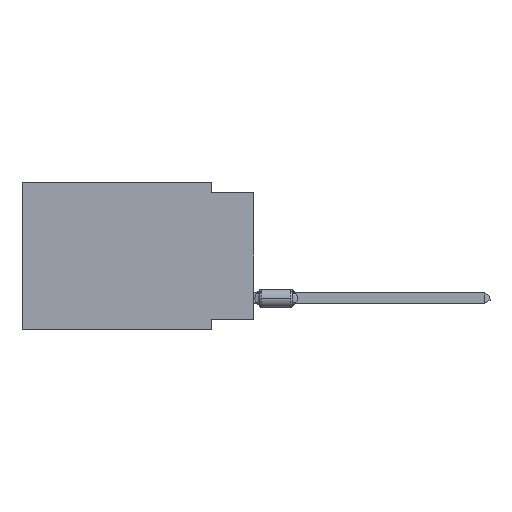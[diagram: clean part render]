
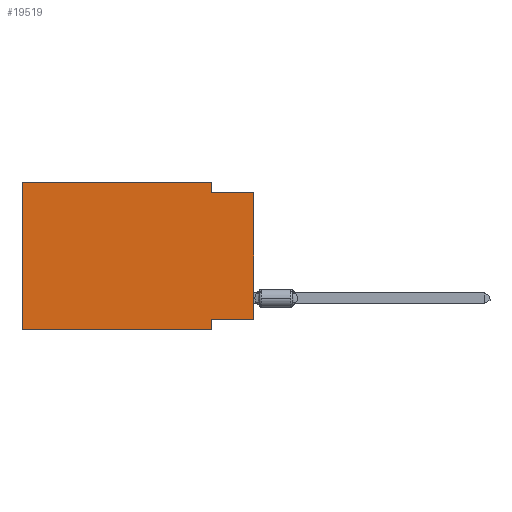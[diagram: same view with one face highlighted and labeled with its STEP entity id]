
A CAD part, left-side view. The second image highlights one B-rep face of the part: STEP entity #19519.
In plain terms, the highlighted planar face has unit normal (-1, 0, 0).
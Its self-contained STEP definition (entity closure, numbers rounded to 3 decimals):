
#109 = CARTESIAN_POINT ( 'NONE',  ( 0., 13.97, 0. ) ) ;
#136 = EDGE_CURVE ( 'NONE', #20073, #4649, #5350, .T. ) ;
#1114 = CARTESIAN_POINT ( 'NONE',  ( 0., 0., -0.635 ) ) ;
#1274 = EDGE_CURVE ( 'NONE', #12038, #14444, #9007, .T. ) ;
#1860 = CARTESIAN_POINT ( 'NONE',  ( 0., 13.97, 0. ) ) ;
#2016 = CARTESIAN_POINT ( 'NONE',  ( 0., 2.54, -8.89 ) ) ;
#2342 = VECTOR ( 'NONE', #14393, 1000. ) ;
#2924 = EDGE_CURVE ( 'NONE', #22639, #12038, #22558, .T. ) ;
#3224 = VECTOR ( 'NONE', #4292, 1000. ) ;
#4104 = EDGE_CURVE ( 'NONE', #7884, #20073, #23962, .T. ) ;
#4292 = DIRECTION ( 'NONE',  ( 0., 0., -1. ) ) ;
#4486 = CARTESIAN_POINT ( 'NONE',  ( 0., 13.97, 0. ) ) ;
#4649 = VERTEX_POINT ( 'NONE', #8694 ) ;
#4959 = DIRECTION ( 'NONE',  ( 0., 1., 0. ) ) ;
#5350 = LINE ( 'NONE', #2016, #10562 ) ;
#5536 = DIRECTION ( 'NONE',  ( 0., 0., 1. ) ) ;
#5883 = LINE ( 'NONE', #1860, #11669 ) ;
#6068 = VECTOR ( 'NONE', #13660, 1000. ) ;
#6396 = LINE ( 'NONE', #23086, #6068 ) ;
#6435 = DIRECTION ( 'NONE',  ( 1., 0., 0. ) ) ;
#7258 = ORIENTED_EDGE ( 'NONE', *, *, #2924, .F. ) ;
#7884 = VERTEX_POINT ( 'NONE', #18777 ) ;
#8042 = VERTEX_POINT ( 'NONE', #15706 ) ;
#8184 = FACE_OUTER_BOUND ( 'NONE', #20656, .T. ) ;
#8694 = CARTESIAN_POINT ( 'NONE',  ( 0., 2.54, -8.89 ) ) ;
#9007 = LINE ( 'NONE', #12682, #2342 ) ;
#9108 = CARTESIAN_POINT ( 'NONE',  ( 0., 2.54, 0. ) ) ;
#9564 = VECTOR ( 'NONE', #4959, 1000. ) ;
#9825 = ORIENTED_EDGE ( 'NONE', *, *, #10075, .F. ) ;
#9946 = DIRECTION ( 'NONE',  ( 0., -1., 0. ) ) ;
#10075 = EDGE_CURVE ( 'NONE', #24014, #8042, #5883, .T. ) ;
#10562 = VECTOR ( 'NONE', #18935, 1000. ) ;
#10950 = VECTOR ( 'NONE', #9946, 1000. ) ;
#11603 = EDGE_CURVE ( 'NONE', #24014, #4649, #6396, .T. ) ;
#11669 = VECTOR ( 'NONE', #5536, 1000. ) ;
#12038 = VERTEX_POINT ( 'NONE', #23426 ) ;
#12667 = ORIENTED_EDGE ( 'NONE', *, *, #1274, .F. ) ;
#12682 = CARTESIAN_POINT ( 'NONE',  ( 0., 0., -0.635 ) ) ;
#12775 = CARTESIAN_POINT ( 'NONE',  ( 0., 2.54, -8.255 ) ) ;
#13269 = CARTESIAN_POINT ( 'NONE',  ( 0., 0., 0. ) ) ;
#13660 = DIRECTION ( 'NONE',  ( 0., -1., 0. ) ) ;
#14076 = ORIENTED_EDGE ( 'NONE', *, *, #4104, .F. ) ;
#14393 = DIRECTION ( 'NONE',  ( 0., -1., 0. ) ) ;
#14444 = VERTEX_POINT ( 'NONE', #1114 ) ;
#14781 = ORIENTED_EDGE ( 'NONE', *, *, #136, .F. ) ;
#15706 = CARTESIAN_POINT ( 'NONE',  ( 0., 13.97, 0. ) ) ;
#15905 = ORIENTED_EDGE ( 'NONE', *, *, #17163, .F. ) ;
#16028 = ORIENTED_EDGE ( 'NONE', *, *, #23933, .T. ) ;
#16925 = LINE ( 'NONE', #13269, #23001 ) ;
#17163 = EDGE_CURVE ( 'NONE', #8042, #22639, #18982, .T. ) ;
#17731 = DIRECTION ( 'NONE',  ( 0., 0., -1. ) ) ;
#18149 = AXIS2_PLACEMENT_3D ( 'NONE', #4486, #6435, #17731 ) ;
#18777 = CARTESIAN_POINT ( 'NONE',  ( 0., 0., -8.255 ) ) ;
#18848 = ORIENTED_EDGE ( 'NONE', *, *, #11603, .T. ) ;
#18935 = DIRECTION ( 'NONE',  ( 0., 0., -1. ) ) ;
#18982 = LINE ( 'NONE', #109, #10950 ) ;
#19519 = ADVANCED_FACE ( 'NONE', ( #8184 ), #19563, .F. ) ;
#19563 = PLANE ( 'NONE',  #18149 ) ;
#20073 = VERTEX_POINT ( 'NONE', #12775 ) ;
#20656 = EDGE_LOOP ( 'NONE', ( #16028, #12667, #7258, #15905, #9825, #18848, #14781, #14076 ) ) ;
#20706 = DIRECTION ( 'NONE',  ( 0., 0., 1. ) ) ;
#21202 = CARTESIAN_POINT ( 'NONE',  ( 0., 2.54, 0. ) ) ;
#22107 = CARTESIAN_POINT ( 'NONE',  ( 0., 0., -8.255 ) ) ;
#22558 = LINE ( 'NONE', #21202, #3224 ) ;
#22639 = VERTEX_POINT ( 'NONE', #9108 ) ;
#22807 = CARTESIAN_POINT ( 'NONE',  ( 0., 13.97, -8.89 ) ) ;
#23001 = VECTOR ( 'NONE', #20706, 1000. ) ;
#23086 = CARTESIAN_POINT ( 'NONE',  ( 0., 13.97, -8.89 ) ) ;
#23426 = CARTESIAN_POINT ( 'NONE',  ( 0., 2.54, -0.635 ) ) ;
#23933 = EDGE_CURVE ( 'NONE', #7884, #14444, #16925, .T. ) ;
#23962 = LINE ( 'NONE', #22107, #9564 ) ;
#24014 = VERTEX_POINT ( 'NONE', #22807 ) ;
